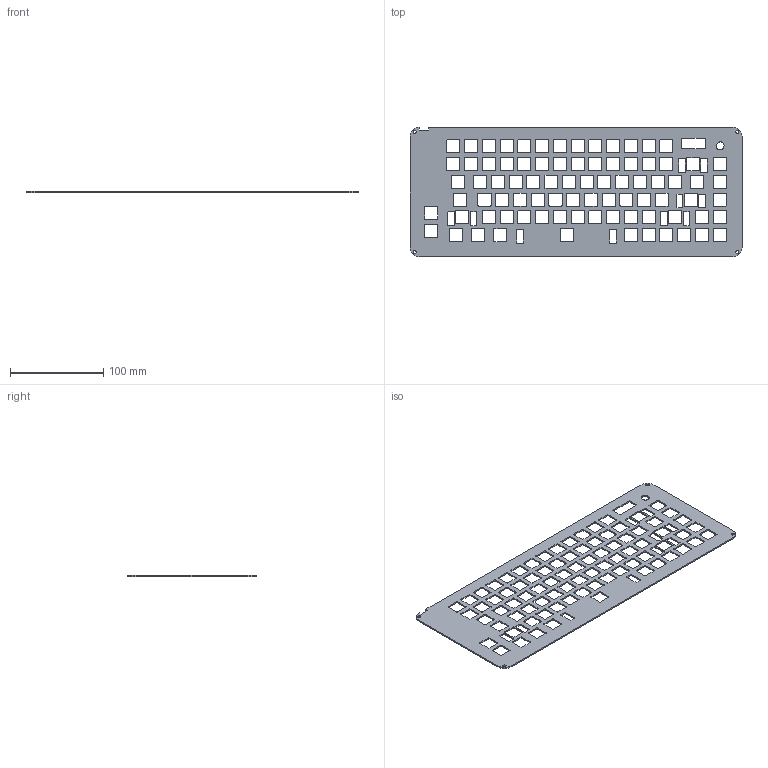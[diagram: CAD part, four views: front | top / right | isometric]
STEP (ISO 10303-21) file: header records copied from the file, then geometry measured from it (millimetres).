
FILE_DESCRIPTION(/* description */ (''),/* implementation_level */ '2;1');
FILE_NAME(/* name */ 'Top.step',/* time_stamp */ '2025-06-26T23:37:29+03:00',/* author */ (''),/* organization */ (''),/* preprocessor_version */ 'ST-DEVELOPER v20.1',/* originating_system */ 'Autodesk Translation Framework v14.10.0.0',/* authorisation */ '');
FILE_SCHEMA (('AUTOMOTIVE_DESIGN { 1 0 10303 214 3 1 1 }'));
Length unit declared in the file: millimetre
Products named in the file (1): 2025-06-26-23-37-29-260
Bounding box: 356.4 x 139.1 x 1.5 mm (x, y, z)
Volume: 47671.2 mm3; surface area: 72757.8 mm2
Topology: 1 solids, 1 shells, 767 faces, 2295 edges, 1530 vertices
Faces by surface type: plane 385, cylinder 382
Full cylindrical faces by diameter (mm): 3.4 x4
Entity records: 26462 total; most frequent: DIRECTION 4595, CARTESIAN_POINT 4593, ORIENTED_EDGE 4590, EDGE_CURVE 2295, AXIS2_PLACEMENT_3D 1532, LINE 1531, VECTOR 1531, VERTEX_POINT 1530
